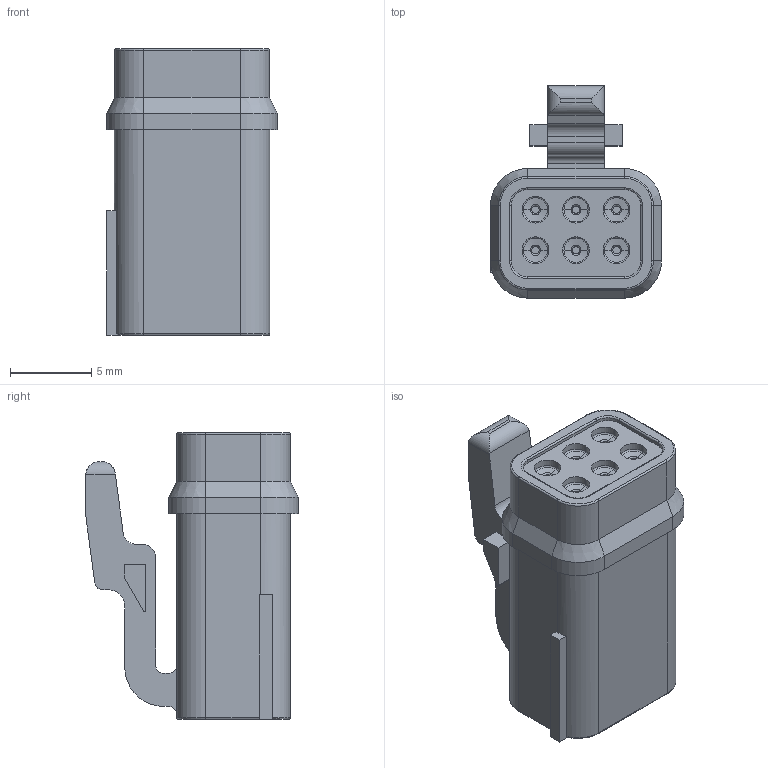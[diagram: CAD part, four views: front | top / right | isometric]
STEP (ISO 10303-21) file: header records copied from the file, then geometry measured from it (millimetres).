
FILE_DESCRIPTION (( 'STEP AP214' ), '1' );
FILE_NAME ('ASC605-06PN.STEP', '2016-03-23T14:44:50', ( 'TE Connectivity' ), ( 'TE Connectivity' ), 'SwSTEP 2.0', 'SolidWorks 2014', '' );
FILE_SCHEMA (( 'AUTOMOTIVE_DESIGN' ));
Length unit declared in the file: millimetre
Products named in the file (1): ASC605-06PN
Bounding box: 10.55 x 13.1 x 17.7 mm (x, y, z)
Volume: 979.6 mm3; surface area: 1510.5 mm2
Topology: 1 solids, 9 shells, 462 faces, 1051 edges, 638 vertices
Faces by surface type: cylinder 177, plane 137, torus 88, cone 60
Entity records: 18280 total; most frequent: DIRECTION 2486, CARTESIAN_POINT 2400, ORIENTED_EDGE 2102, EDGE_CURVE 1051, AXIS2_PLACEMENT_3D 1020, VERTEX_POINT 638, CIRCLE 557, EDGE_LOOP 517
